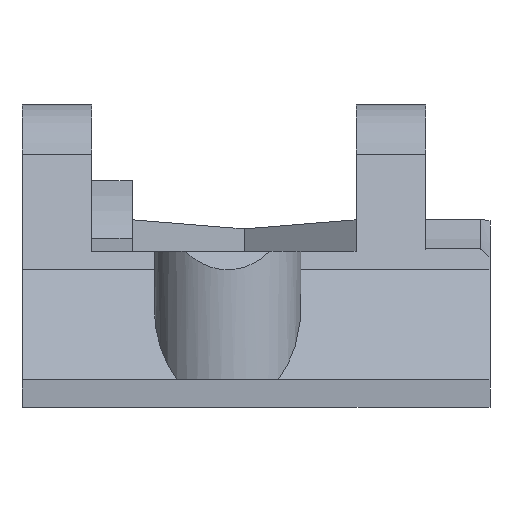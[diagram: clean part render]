
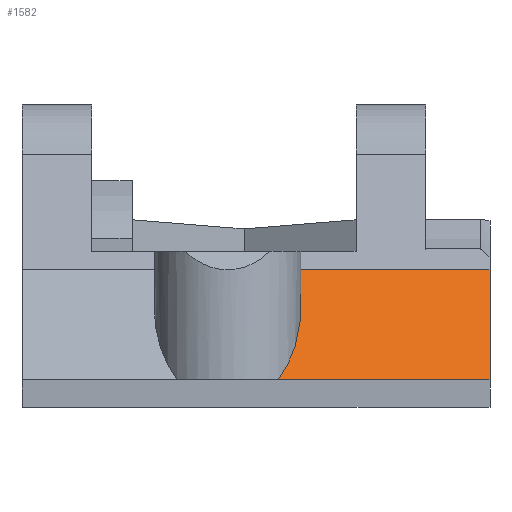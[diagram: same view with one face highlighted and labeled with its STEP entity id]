
A CAD part, front view. The second image highlights one B-rep face of the part: STEP entity #1582.
In plain terms, the highlighted planar face has unit normal (0, -0.809, 0.588).
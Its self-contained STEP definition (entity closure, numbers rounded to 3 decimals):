
#50=ELLIPSE('',#1698,6.805,4.);
#158=FACE_OUTER_BOUND('',#244,.T.);
#244=EDGE_LOOP('',(#1285,#1286,#1287,#1288));
#360=LINE('',#2373,#529);
#369=LINE('',#2391,#538);
#399=LINE('',#2822,#568);
#529=VECTOR('',#1907,10.);
#538=VECTOR('',#1922,10.);
#568=VECTOR('',#2006,10.);
#691=VERTEX_POINT('',#2370);
#692=VERTEX_POINT('',#2372);
#698=VERTEX_POINT('',#2389);
#727=VERTEX_POINT('',#2818);
#865=EDGE_CURVE('',#691,#692,#360,.T.);
#876=EDGE_CURVE('',#691,#698,#369,.T.);
#929=EDGE_CURVE('',#698,#727,#50,.T.);
#930=EDGE_CURVE('',#692,#727,#399,.T.);
#1285=ORIENTED_EDGE('',*,*,#929,.T.);
#1286=ORIENTED_EDGE('',*,*,#930,.F.);
#1287=ORIENTED_EDGE('',*,*,#865,.F.);
#1288=ORIENTED_EDGE('',*,*,#876,.T.);
#1509=PLANE('',#1699);
#1582=ADVANCED_FACE('',(#158),#1509,.T.);
#1698=AXIS2_PLACEMENT_3D('',#2820,#2002,#2003);
#1699=AXIS2_PLACEMENT_3D('',#2821,#2004,#2005);
#1907=DIRECTION('',(0.,-0.588,-0.809));
#1922=DIRECTION('',(-1.,0.,0.));
#2002=DIRECTION('center_axis',(0.,0.809,-0.588));
#2003=DIRECTION('ref_axis',(0.,-0.588,-0.809));
#2004=DIRECTION('center_axis',(0.,-0.809,0.588));
#2005=DIRECTION('ref_axis',(0.,-0.588,-0.809));
#2006=DIRECTION('',(-1.,0.,0.));
#2370=CARTESIAN_POINT('',(10.5,-26.441,-9.));
#2372=CARTESIAN_POINT('',(10.5,-30.8,-15.));
#2373=CARTESIAN_POINT('',(10.5,-30.8,-15.));
#2389=CARTESIAN_POINT('',(-0.076,-26.441,-9.));
#2391=CARTESIAN_POINT('',(0.,-26.441,-9.));
#2818=CARTESIAN_POINT('',(-1.045,-30.8,-15.));
#2820=CARTESIAN_POINT('Origin',(-3.8,-27.9,-11.008));
#2821=CARTESIAN_POINT('Origin',(0.,-26.441,-9.));
#2822=CARTESIAN_POINT('',(0.,-30.8,-15.));
